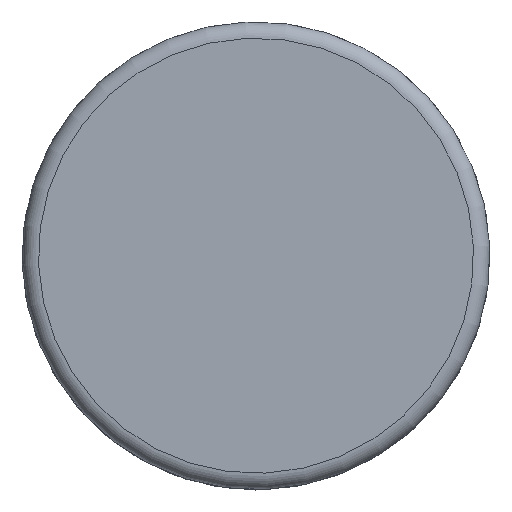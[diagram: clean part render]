
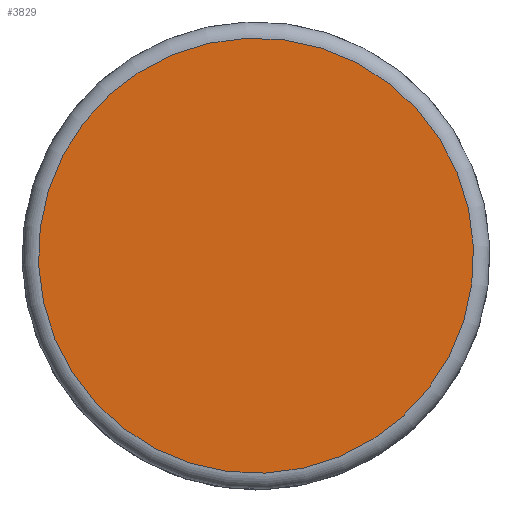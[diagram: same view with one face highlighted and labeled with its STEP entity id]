
A CAD part, top view. The second image highlights one B-rep face of the part: STEP entity #3829.
In plain terms, the highlighted planar face has unit normal (0, 0, 1).
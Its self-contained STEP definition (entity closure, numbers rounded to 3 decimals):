
#3470=FACE_OUTER_BOUND('',#4871,.T.);
#3829=ADVANCED_FACE('',(#3470),#4260,.T.);
#4260=PLANE('',#9544);
#4871=EDGE_LOOP('',(#5414));
#5414=ORIENTED_EDGE('',*,*,#8235,.T.);
#7510=VERTEX_POINT('',#12470);
#8235=EDGE_CURVE('',#7510,#7510,#9280,.T.);
#9280=CIRCLE('',#9543,13.35);
#9543=AXIS2_PLACEMENT_3D('',#12469,#10263,#10264);
#9544=AXIS2_PLACEMENT_3D('',#12471,#10265,#10266);
#10263=DIRECTION('',(0.,0.,1.));
#10264=DIRECTION('',(0.924,0.383,0.));
#10265=DIRECTION('',(0.,0.,1.));
#10266=DIRECTION('',(0.924,0.383,0.));
#12469=CARTESIAN_POINT('',(-34.059,-5.507,13.7));
#12470=CARTESIAN_POINT('',(-21.727,-0.394,13.7));
#12471=CARTESIAN_POINT('',(-34.059,-5.507,13.7));
